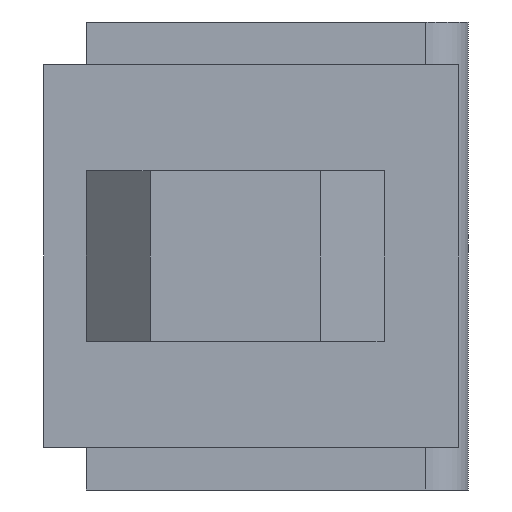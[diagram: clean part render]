
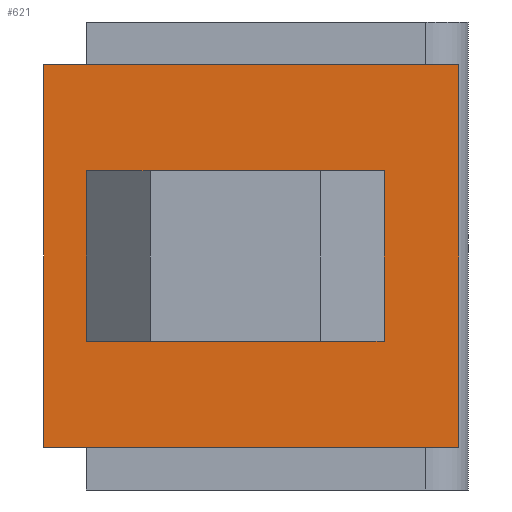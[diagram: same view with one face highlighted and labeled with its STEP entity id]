
A CAD part, left-side view. The second image highlights one B-rep face of the part: STEP entity #621.
In plain terms, the highlighted planar face has unit normal (-1, 0, 0).
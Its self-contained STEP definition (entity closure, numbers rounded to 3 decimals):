
#3 = AXIS2_PLACEMENT_3D ( 'NONE', #1236, #1232, #1240 ) ;
#18 = ORIENTED_EDGE ( 'NONE', *, *, #591, .F. ) ;
#53 = CARTESIAN_POINT ( 'NONE',  ( -21., -17.5, 2. ) ) ;
#63 = CARTESIAN_POINT ( 'NONE',  ( -21., -17.5, 20. ) ) ;
#64 = CARTESIAN_POINT ( 'NONE',  ( -21., -7., 7. ) ) ;
#65 = CARTESIAN_POINT ( 'NONE',  ( -21., 2., 20. ) ) ;
#69 = CARTESIAN_POINT ( 'NONE',  ( -21., -11., 11. ) ) ;
#106 = CARTESIAN_POINT ( 'NONE',  ( -21., -17.5, 20. ) ) ;
#107 = DIRECTION ( 'NONE',  ( 0., 0., 1. ) ) ;
#108 = CARTESIAN_POINT ( 'NONE',  ( -21., -7., 7. ) ) ;
#109 = DIRECTION ( 'NONE',  ( 0., -1., 0. ) ) ;
#112 = CARTESIAN_POINT ( 'NONE',  ( -21., -11., 11. ) ) ;
#113 = DIRECTION ( 'NONE',  ( 0., 0., 1. ) ) ;
#197 = CARTESIAN_POINT ( 'NONE',  ( -21., -3., 15. ) ) ;
#198 = CARTESIAN_POINT ( 'NONE',  ( -21., -7., 11. ) ) ;
#199 = DIRECTION ( 'NONE',  ( -1., 0., 0. ) ) ;
#200 = DIRECTION ( 'NONE',  ( 0., -1., 0. ) ) ;
#201 = DIRECTION ( 'NONE',  ( 0., 0., -1. ) ) ;
#204 = CARTESIAN_POINT ( 'NONE',  ( -21., 2., 20. ) ) ;
#206 = CARTESIAN_POINT ( 'NONE',  ( -21., -7., 11. ) ) ;
#207 = DIRECTION ( 'NONE',  ( -1., 0., 0. ) ) ;
#208 = DIRECTION ( 'NONE',  ( 0., -1., 0. ) ) ;
#210 = DIRECTION ( 'NONE',  ( 0., 0., -1. ) ) ;
#211 = CARTESIAN_POINT ( 'NONE',  ( -21., 2., 2. ) ) ;
#212 = DIRECTION ( 'NONE',  ( 0., -1., 0. ) ) ;
#311 = LINE ( 'NONE', #106, #314 ) ;
#313 = LINE ( 'NONE', #108, #316 ) ;
#314 = VECTOR ( 'NONE', #107, 1000. ) ;
#316 = VECTOR ( 'NONE', #109, 1000. ) ;
#317 = LINE ( 'NONE', #112, #320 ) ;
#320 = VECTOR ( 'NONE', #113, 1000. ) ;
#401 = CARTESIAN_POINT ( 'NONE',  ( -21., -7., 15. ) ) ;
#413 = CARTESIAN_POINT ( 'NONE',  ( -21., -3., 15. ) ) ;
#415 = CARTESIAN_POINT ( 'NONE',  ( -21., 2., 2. ) ) ;
#417 = CARTESIAN_POINT ( 'NONE',  ( -21., -3., 11. ) ) ;
#422 = CARTESIAN_POINT ( 'NONE',  ( -21., -11., 7. ) ) ;
#434 = DIRECTION ( 'NONE',  ( 0., 1., 0. ) ) ;
#436 = CARTESIAN_POINT ( 'NONE',  ( -21., 2., 20. ) ) ;
#591 = EDGE_CURVE ( 'NONE', #1337, #1173, #923, .T. ) ;
#592 = EDGE_CURVE ( 'NONE', #1329, #1330, #937, .T. ) ;
#593 = EDGE_CURVE ( 'NONE', #1175, #1174, #932, .T. ) ;
#594 = EDGE_CURVE ( 'NONE', #1174, #1331, #938, .T. ) ;
#596 = EDGE_CURVE ( 'NONE', #1330, #1179, #942, .T. ) ;
#597 = EDGE_CURVE ( 'NONE', #1179, #1188, #945, .T. ) ;
#605 = EDGE_CURVE ( 'NONE', #1173, #1175, #1449, .T. ) ;
#621 = ADVANCED_FACE ( 'NONE', ( #1479, #1481 ), #1238, .T. ) ;
#923 = CIRCLE ( 'NONE', #1837, 4. ) ;
#932 = LINE ( 'NONE', #197, #941 ) ;
#937 = LINE ( 'NONE', #436, #939 ) ;
#938 = CIRCLE ( 'NONE', #1838, 4. ) ;
#939 = VECTOR ( 'NONE', #434, 1000. ) ;
#941 = VECTOR ( 'NONE', #201, 1000. ) ;
#942 = LINE ( 'NONE', #204, #946 ) ;
#945 = LINE ( 'NONE', #211, #948 ) ;
#946 = VECTOR ( 'NONE', #210, 1000. ) ;
#948 = VECTOR ( 'NONE', #212, 1000. ) ;
#1173 = VERTEX_POINT ( 'NONE', #401 ) ;
#1174 = VERTEX_POINT ( 'NONE', #417 ) ;
#1175 = VERTEX_POINT ( 'NONE', #413 ) ;
#1179 = VERTEX_POINT ( 'NONE', #415 ) ;
#1182 = VERTEX_POINT ( 'NONE', #422 ) ;
#1188 = VERTEX_POINT ( 'NONE', #53 ) ;
#1232 = DIRECTION ( 'NONE',  ( -1., 0., 0. ) ) ;
#1236 = CARTESIAN_POINT ( 'NONE',  ( -21., 2., 2. ) ) ;
#1238 = PLANE ( 'NONE',  #3 ) ;
#1240 = DIRECTION ( 'NONE',  ( 0., -1., 0. ) ) ;
#1275 = ORIENTED_EDGE ( 'NONE', *, *, #596, .T. ) ;
#1302 = CARTESIAN_POINT ( 'NONE',  ( -21., -3., 15. ) ) ;
#1303 = DIRECTION ( 'NONE',  ( 0., 1., 0. ) ) ;
#1329 = VERTEX_POINT ( 'NONE', #63 ) ;
#1330 = VERTEX_POINT ( 'NONE', #65 ) ;
#1331 = VERTEX_POINT ( 'NONE', #64 ) ;
#1337 = VERTEX_POINT ( 'NONE', #69 ) ;
#1342 = ORIENTED_EDGE ( 'NONE', *, *, #1740, .T. ) ;
#1343 = ORIENTED_EDGE ( 'NONE', *, *, #605, .F. ) ;
#1344 = ORIENTED_EDGE ( 'NONE', *, *, #593, .F. ) ;
#1345 = ORIENTED_EDGE ( 'NONE', *, *, #592, .T. ) ;
#1346 = ORIENTED_EDGE ( 'NONE', *, *, #1741, .F. ) ;
#1347 = ORIENTED_EDGE ( 'NONE', *, *, #597, .T. ) ;
#1348 = ORIENTED_EDGE ( 'NONE', *, *, #594, .F. ) ;
#1349 = ORIENTED_EDGE ( 'NONE', *, *, #1743, .F. ) ;
#1449 = LINE ( 'NONE', #1302, #1452 ) ;
#1452 = VECTOR ( 'NONE', #1303, 1000. ) ;
#1479 = FACE_OUTER_BOUND ( 'NONE', #1615, .T. ) ;
#1481 = FACE_BOUND ( 'NONE', #1614, .T. ) ;
#1614 = EDGE_LOOP ( 'NONE', ( #1349, #1346, #1348, #1344, #1343, #18 ) ) ;
#1615 = EDGE_LOOP ( 'NONE', ( #1275, #1347, #1342, #1345 ) ) ;
#1740 = EDGE_CURVE ( 'NONE', #1188, #1329, #311, .T. ) ;
#1741 = EDGE_CURVE ( 'NONE', #1331, #1182, #313, .T. ) ;
#1743 = EDGE_CURVE ( 'NONE', #1182, #1337, #317, .T. ) ;
#1837 = AXIS2_PLACEMENT_3D ( 'NONE', #198, #199, #200 ) ;
#1838 = AXIS2_PLACEMENT_3D ( 'NONE', #206, #207, #208 ) ;
